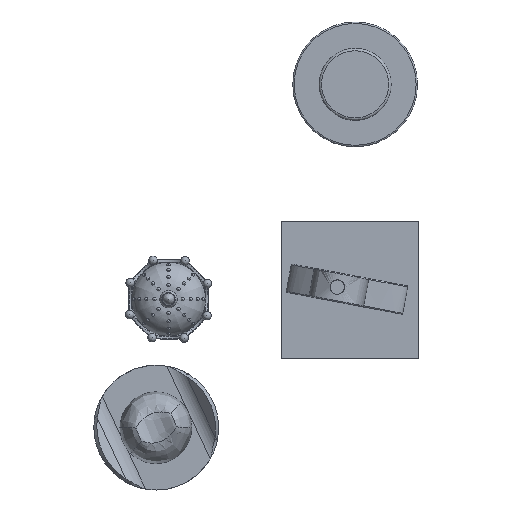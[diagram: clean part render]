
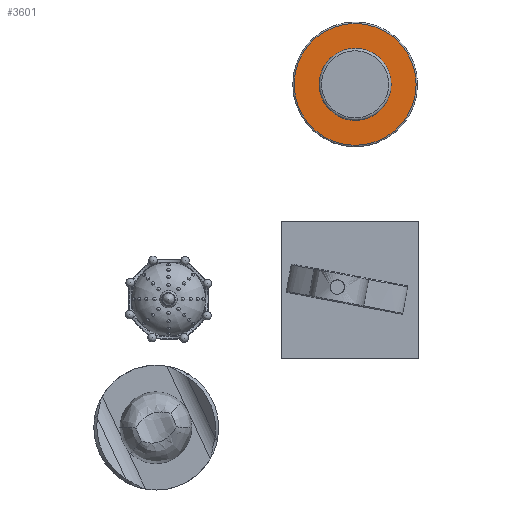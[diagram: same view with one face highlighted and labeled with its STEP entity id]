
A CAD part, top view. The second image highlights one B-rep face of the part: STEP entity #3601.
In plain terms, the highlighted planar face has unit normal (0, 0, 1).
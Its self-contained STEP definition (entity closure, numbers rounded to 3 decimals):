
#291=CIRCLE('',#3900,44.45);
#302=CIRCLE('',#3918,26.25);
#441=FACE_BOUND('',#1092,.T.);
#844=FACE_OUTER_BOUND('',#1091,.T.);
#1091=EDGE_LOOP('',(#2701));
#1092=EDGE_LOOP('',(#2702));
#1529=VERTEX_POINT('',#7588);
#1538=VERTEX_POINT('',#7617);
#1972=EDGE_CURVE('',#1529,#1529,#291,.T.);
#1986=EDGE_CURVE('',#1538,#1538,#302,.T.);
#2701=ORIENTED_EDGE('',*,*,#1972,.F.);
#2702=ORIENTED_EDGE('',*,*,#1986,.F.);
#3505=PLANE('',#3922);
#3601=ADVANCED_FACE('',(#844,#441),#3505,.T.);
#3900=AXIS2_PLACEMENT_3D('',#7589,#4396,#4397);
#3918=AXIS2_PLACEMENT_3D('',#7619,#4435,#4436);
#3922=AXIS2_PLACEMENT_3D('',#7626,#4444,#4445);
#4396=DIRECTION('center_axis',(0.,0.,-1.));
#4397=DIRECTION('ref_axis',(-1.,0.,0.));
#4435=DIRECTION('center_axis',(0.,0.,1.));
#4436=DIRECTION('ref_axis',(1.,0.,0.));
#4444=DIRECTION('center_axis',(0.,0.,1.));
#4445=DIRECTION('ref_axis',(1.,0.,0.));
#7588=CARTESIAN_POINT('',(9.6,200.,37.5));
#7589=CARTESIAN_POINT('Origin',(54.05,200.,37.5));
#7617=CARTESIAN_POINT('',(27.8,200.,37.5));
#7619=CARTESIAN_POINT('Origin',(54.05,200.,37.5));
#7626=CARTESIAN_POINT('Origin',(80.3,200.,37.5));
